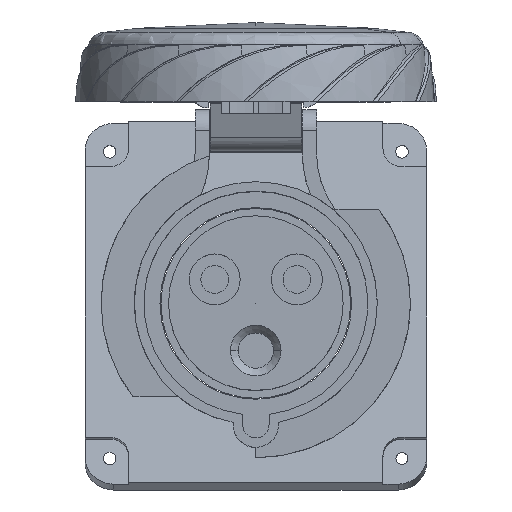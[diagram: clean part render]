
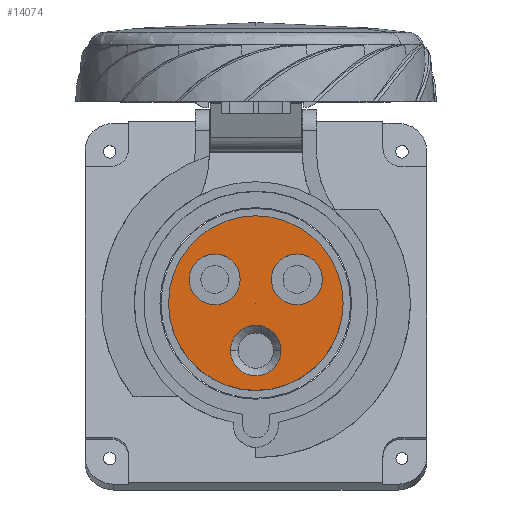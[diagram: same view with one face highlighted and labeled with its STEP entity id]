
A CAD part, top view. The second image highlights one B-rep face of the part: STEP entity #14074.
In plain terms, the highlighted planar face has unit normal (0, 0, 1).
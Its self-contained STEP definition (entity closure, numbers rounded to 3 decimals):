
#13423=CARTESIAN_POINT('',(0.,0.,0.));
#13424=DIRECTION('',(0.,0.,-1.));
#13425=DIRECTION('',(0.,1.,0.));
#13426=AXIS2_PLACEMENT_3D('',#13423,#13424,#13425);
#13428=CARTESIAN_POINT('',(0.,0.,0.));
#13429=DIRECTION('',(0.,0.,-1.));
#13430=DIRECTION('',(0.,-1.,0.));
#13431=AXIS2_PLACEMENT_3D('',#13428,#13429,#13430);
#13433=CARTESIAN_POINT('',(0.,0.,0.));
#13434=DIRECTION('',(0.,0.,1.));
#13435=DIRECTION('',(0.,1.,0.));
#13436=AXIS2_PLACEMENT_3D('',#13433,#13434,#13435);
#13438=CARTESIAN_POINT('',(0.,0.,0.));
#13439=DIRECTION('',(0.,0.,1.));
#13440=DIRECTION('',(0.,-1.,0.));
#13441=AXIS2_PLACEMENT_3D('',#13438,#13439,#13440);
#13443=CARTESIAN_POINT('',(0.,-12.5,0.));
#13444=DIRECTION('',(0.,0.,1.));
#13445=DIRECTION('',(1.,0.,0.));
#13446=AXIS2_PLACEMENT_3D('',#13443,#13444,#13445);
#13448=CARTESIAN_POINT('',(0.,-12.5,0.));
#13449=DIRECTION('',(0.,0.,1.));
#13450=DIRECTION('',(0.,1.,0.));
#13451=AXIS2_PLACEMENT_3D('',#13448,#13449,#13450);
#13453=CARTESIAN_POINT('',(0.,-12.5,0.));
#13454=DIRECTION('',(0.,0.,1.));
#13455=DIRECTION('',(-1.,0.,0.));
#13456=AXIS2_PLACEMENT_3D('',#13453,#13454,#13455);
#13458=CARTESIAN_POINT('',(0.,-12.5,0.));
#13459=DIRECTION('',(0.,0.,1.));
#13460=DIRECTION('',(0.,-1.,0.));
#13461=AXIS2_PLACEMENT_3D('',#13458,#13459,#13460);
#13463=CARTESIAN_POINT('',(10.825,6.25,0.));
#13464=DIRECTION('',(0.,0.,1.));
#13465=DIRECTION('',(-1.,0.,0.));
#13466=AXIS2_PLACEMENT_3D('',#13463,#13464,#13465);
#13468=CARTESIAN_POINT('',(10.825,6.25,0.));
#13469=DIRECTION('',(0.,0.,1.));
#13470=DIRECTION('',(1.,0.,0.));
#13471=AXIS2_PLACEMENT_3D('',#13468,#13469,#13470);
#13473=CARTESIAN_POINT('',(-10.825,6.25,0.));
#13474=DIRECTION('',(0.,0.,1.));
#13475=DIRECTION('',(-1.,0.,0.));
#13476=AXIS2_PLACEMENT_3D('',#13473,#13474,#13475);
#13478=CARTESIAN_POINT('',(-10.825,6.25,0.));
#13479=DIRECTION('',(0.,0.,1.));
#13480=DIRECTION('',(1.,0.,0.));
#13481=AXIS2_PLACEMENT_3D('',#13478,#13479,#13480);
#13899=CARTESIAN_POINT('',(0.,23.,0.));
#13900=CARTESIAN_POINT('',(0.,-23.,0.));
#13901=VERTEX_POINT('',#13899);
#13902=VERTEX_POINT('',#13900);
#13903=CARTESIAN_POINT('',(0.,0.01,0.));
#13904=CARTESIAN_POINT('',(0.,-0.01,0.));
#13905=VERTEX_POINT('',#13903);
#13906=VERTEX_POINT('',#13904);
#13907=CARTESIAN_POINT('',(6.65,-12.5,0.));
#13908=CARTESIAN_POINT('',(0.,-5.85,0.));
#13909=VERTEX_POINT('',#13907);
#13910=VERTEX_POINT('',#13908);
#13911=CARTESIAN_POINT('',(-6.65,-12.5,0.));
#13912=VERTEX_POINT('',#13911);
#13913=CARTESIAN_POINT('',(0.,-19.15,0.));
#13914=VERTEX_POINT('',#13913);
#13915=CARTESIAN_POINT('',(4.125,6.25,0.));
#13916=CARTESIAN_POINT('',(17.525,6.25,0.));
#13917=VERTEX_POINT('',#13915);
#13918=VERTEX_POINT('',#13916);
#13919=CARTESIAN_POINT('',(-17.525,6.25,0.));
#13920=CARTESIAN_POINT('',(-4.125,6.25,0.));
#13921=VERTEX_POINT('',#13919);
#13922=VERTEX_POINT('',#13920);
#14035=CARTESIAN_POINT('',(0.,0.,0.));
#14036=DIRECTION('',(0.,0.,-1.));
#14037=DIRECTION('',(0.,-1.,0.));
#14038=AXIS2_PLACEMENT_3D('',#14035,#14036,#14037);
#14039=PLANE('',#14038);
#14041=ORIENTED_EDGE('',*,*,#14040,.T.);
#14043=ORIENTED_EDGE('',*,*,#14042,.T.);
#14044=EDGE_LOOP('',(#14041,#14043));
#14045=FACE_OUTER_BOUND('',#14044,.F.);
#14047=ORIENTED_EDGE('',*,*,#14046,.T.);
#14049=ORIENTED_EDGE('',*,*,#14048,.T.);
#14050=EDGE_LOOP('',(#14047,#14049));
#14051=FACE_BOUND('',#14050,.F.);
#14053=ORIENTED_EDGE('',*,*,#14052,.T.);
#14055=ORIENTED_EDGE('',*,*,#14054,.T.);
#14057=ORIENTED_EDGE('',*,*,#14056,.T.);
#14059=ORIENTED_EDGE('',*,*,#14058,.T.);
#14060=EDGE_LOOP('',(#14053,#14055,#14057,#14059));
#14061=FACE_BOUND('',#14060,.F.);
#14063=ORIENTED_EDGE('',*,*,#14062,.T.);
#14065=ORIENTED_EDGE('',*,*,#14064,.T.);
#14066=EDGE_LOOP('',(#14063,#14065));
#14067=FACE_BOUND('',#14066,.F.);
#14069=ORIENTED_EDGE('',*,*,#14068,.T.);
#14071=ORIENTED_EDGE('',*,*,#14070,.T.);
#14072=EDGE_LOOP('',(#14069,#14071));
#14073=FACE_BOUND('',#14072,.F.);
#14074=ADVANCED_FACE('',(#14045,#14051,#14061,#14067,#14073),#14039,.F.);
#13427=CIRCLE('',#13426,23.);
#13432=CIRCLE('',#13431,23.);
#13437=CIRCLE('',#13436,0.01);
#13442=CIRCLE('',#13441,0.01);
#13447=CIRCLE('',#13446,6.65);
#13452=CIRCLE('',#13451,6.65);
#13457=CIRCLE('',#13456,6.65);
#13462=CIRCLE('',#13461,6.65);
#13467=CIRCLE('',#13466,6.7);
#13472=CIRCLE('',#13471,6.7);
#13477=CIRCLE('',#13476,6.7);
#13482=CIRCLE('',#13481,6.7);
#14040=EDGE_CURVE('',#13901,#13902,#13427,.T.);
#14042=EDGE_CURVE('',#13902,#13901,#13432,.T.);
#14046=EDGE_CURVE('',#13905,#13906,#13437,.T.);
#14048=EDGE_CURVE('',#13906,#13905,#13442,.T.);
#14052=EDGE_CURVE('',#13909,#13910,#13447,.T.);
#14054=EDGE_CURVE('',#13910,#13912,#13452,.T.);
#14056=EDGE_CURVE('',#13912,#13914,#13457,.T.);
#14058=EDGE_CURVE('',#13914,#13909,#13462,.T.);
#14062=EDGE_CURVE('',#13917,#13918,#13467,.T.);
#14064=EDGE_CURVE('',#13918,#13917,#13472,.T.);
#14068=EDGE_CURVE('',#13921,#13922,#13477,.T.);
#14070=EDGE_CURVE('',#13922,#13921,#13482,.T.);
